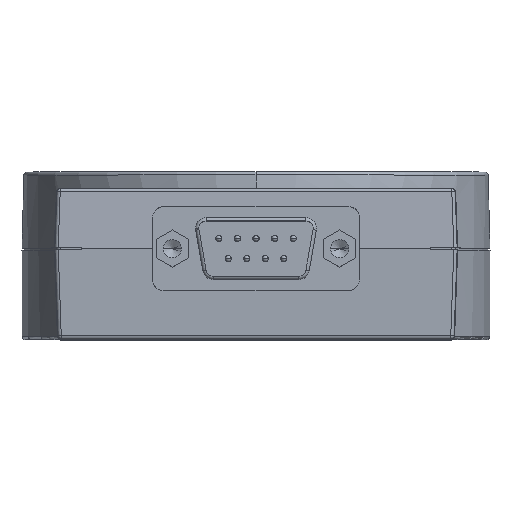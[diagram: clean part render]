
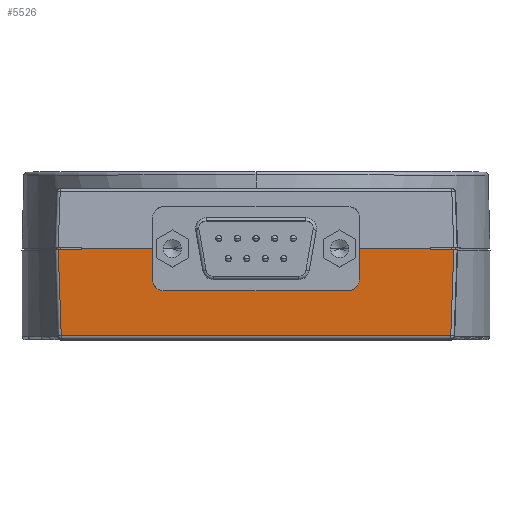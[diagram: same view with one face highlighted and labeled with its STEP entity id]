
A CAD part, top view. The second image highlights one B-rep face of the part: STEP entity #5526.
In plain terms, the highlighted planar face has unit normal (0, -0.035, 0.999).
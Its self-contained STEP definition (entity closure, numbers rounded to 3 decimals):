
#1872 = EDGE_CURVE ( 'NONE', #5563, #19496, #9726, .T. ) ;
#5338 = ORIENTED_EDGE ( 'NONE', *, *, #19483, .F. ) ;
#5343 = ORIENTED_EDGE ( 'NONE', *, *, #1872, .F. ) ;
#5348 = ORIENTED_EDGE ( 'NONE', *, *, #19584, .T. ) ;
#5515 = ORIENTED_EDGE ( 'NONE', *, *, #5516, .T. ) ;
#5516 = EDGE_CURVE ( 'NONE', #5528, #19585, #15983, .T. ) ;
#5522 = EDGE_CURVE ( 'NONE', #5524, #5528, #16014, .T. ) ;
#5524 = VERTEX_POINT ( 'NONE', #16027 ) ;
#5526 = ADVANCED_FACE ( 'NONE', ( #16065 ), #16026, .T. ) ;
#5528 = VERTEX_POINT ( 'NONE', #16064 ) ;
#5529 = ORIENTED_EDGE ( 'NONE', *, *, #5608, .T. ) ;
#5530 = ORIENTED_EDGE ( 'NONE', *, *, #19469, .T. ) ;
#5532 = ORIENTED_EDGE ( 'NONE', *, *, #19513, .F. ) ;
#5535 = ORIENTED_EDGE ( 'NONE', *, *, #5522, .T. ) ;
#5539 = EDGE_LOOP ( 'NONE', ( #5535, #5515, #5348, #5338, #5343, #5576, #5548, #5540, #5551, #5532, #5530, #5529, #5600, #5575 ) ) ;
#5540 = ORIENTED_EDGE ( 'NONE', *, *, #5550, .T. ) ;
#5541 = EDGE_CURVE ( 'NONE', #5565, #5543, #16039, .T. ) ;
#5543 = VERTEX_POINT ( 'NONE', #16093 ) ;
#5548 = ORIENTED_EDGE ( 'NONE', *, *, #5541, .T. ) ;
#5550 = EDGE_CURVE ( 'NONE', #5543, #19378, #16085, .T. ) ;
#5551 = ORIENTED_EDGE ( 'NONE', *, *, #19402, .F. ) ;
#5563 = VERTEX_POINT ( 'NONE', #16124 ) ;
#5565 = VERTEX_POINT ( 'NONE', #16123 ) ;
#5570 = EDGE_CURVE ( 'NONE', #5563, #5565, #16110, .T. ) ;
#5575 = ORIENTED_EDGE ( 'NONE', *, *, #5577, .T. ) ;
#5576 = ORIENTED_EDGE ( 'NONE', *, *, #5570, .T. ) ;
#5577 = EDGE_CURVE ( 'NONE', #5586, #5524, #16103, .T. ) ;
#5586 = VERTEX_POINT ( 'NONE', #16140 ) ;
#5595 = EDGE_CURVE ( 'NONE', #5612, #5586, #16166, .T. ) ;
#5600 = ORIENTED_EDGE ( 'NONE', *, *, #5595, .T. ) ;
#5608 = EDGE_CURVE ( 'NONE', #19466, #5612, #16184, .T. ) ;
#5612 = VERTEX_POINT ( 'NONE', #16232 ) ;
#9723 = DIRECTION ( 'NONE',  ( 1., 0., 0. ) ) ;
#9724 = VECTOR ( 'NONE', #9723, 1000. ) ;
#9725 = CARTESIAN_POINT ( 'NONE',  ( 30., -0.15, 50.995 ) ) ;
#9726 = LINE ( 'NONE', #9725, #9724 ) ;
#15980 = DIRECTION ( 'NONE',  ( 0., 0.999, 0.035 ) ) ;
#15981 = VECTOR ( 'NONE', #15980, 1000. ) ;
#15982 = CARTESIAN_POINT ( 'NONE',  ( -15.39, 0., 51. ) ) ;
#15983 = LINE ( 'NONE', #15982, #15981 ) ;
#16011 = CARTESIAN_POINT ( 'NONE',  ( -15.39, -5.602, 50.804 ) ) ;
#16012 = CARTESIAN_POINT ( 'NONE',  ( -14.727, -6.265, 50.781 ) ) ;
#16013 = CARTESIAN_POINT ( 'NONE',  ( -13.79, -6.265, 50.781 ) ) ;
#16014 =( BOUNDED_CURVE ( )  B_SPLINE_CURVE ( 3, ( #16013, #16012, #16011, #16066 ),
 .UNSPECIFIED., .F., .T. ) 
 B_SPLINE_CURVE_WITH_KNOTS ( ( 4, 4 ),
 ( 3.142, 4.712 ),
 .UNSPECIFIED. ) 
 CURVE ( )  GEOMETRIC_REPRESENTATION_ITEM ( )  RATIONAL_B_SPLINE_CURVE ( ( 1., 0.805, 0.805, 1. ) ) 
 REPRESENTATION_ITEM ( '' )  );
#16026 = PLANE ( 'NONE',  #16063 ) ;
#16027 = CARTESIAN_POINT ( 'NONE',  ( -13.79, -6.265, 50.781 ) ) ;
#16036 = DIRECTION ( 'NONE',  ( 1., 0., 0. ) ) ;
#16037 = VECTOR ( 'NONE', #16036, 1000. ) ;
#16038 = CARTESIAN_POINT ( 'NONE',  ( 29.529, -13.017, 50.545 ) ) ;
#16039 = LINE ( 'NONE', #16038, #16037 ) ;
#16060 = DIRECTION ( 'NONE',  ( 0., -0.999, -0.035 ) ) ;
#16061 = DIRECTION ( 'NONE',  ( 0., -0.035, 0.999 ) ) ;
#16062 = CARTESIAN_POINT ( 'NONE',  ( 30., 0., 51. ) ) ;
#16063 = AXIS2_PLACEMENT_3D ( 'NONE', #16062, #16061, #16060 ) ;
#16064 = CARTESIAN_POINT ( 'NONE',  ( -15.39, -4.665, 50.837 ) ) ;
#16065 = FACE_OUTER_BOUND ( 'NONE', #5539, .T. ) ;
#16066 = CARTESIAN_POINT ( 'NONE',  ( -15.39, -4.665, 50.837 ) ) ;
#16082 = DIRECTION ( 'NONE',  ( 0.035, 0.999, 0.035 ) ) ;
#16083 = VECTOR ( 'NONE', #16082, 1000. ) ;
#16084 = CARTESIAN_POINT ( 'NONE',  ( 29.501, 0.017, 51.001 ) ) ;
#16085 = LINE ( 'NONE', #16084, #16083 ) ;
#16093 = CARTESIAN_POINT ( 'NONE',  ( 29.046, -13.017, 50.545 ) ) ;
#16100 = DIRECTION ( 'NONE',  ( -1., 0., 0. ) ) ;
#16101 = VECTOR ( 'NONE', #16100, 1000. ) ;
#16102 = CARTESIAN_POINT ( 'NONE',  ( 30., -6.265, 50.781 ) ) ;
#16103 = LINE ( 'NONE', #16102, #16101 ) ;
#16107 = DIRECTION ( 'NONE',  ( 0.035, -0.999, -0.035 ) ) ;
#16108 = VECTOR ( 'NONE', #16107, 1000. ) ;
#16109 = CARTESIAN_POINT ( 'NONE',  ( -29.428, -2.073, 50.928 ) ) ;
#16110 = LINE ( 'NONE', #16109, #16108 ) ;
#16123 = CARTESIAN_POINT ( 'NONE',  ( -29.046, -13.017, 50.545 ) ) ;
#16124 = CARTESIAN_POINT ( 'NONE',  ( -29.495, -0.15, 50.995 ) ) ;
#16140 = CARTESIAN_POINT ( 'NONE',  ( 13.79, -6.265, 50.781 ) ) ;
#16160 = CARTESIAN_POINT ( 'NONE',  ( 13.79, -6.265, 50.781 ) ) ;
#16161 = CARTESIAN_POINT ( 'NONE',  ( 14.727, -6.265, 50.781 ) ) ;
#16162 = CARTESIAN_POINT ( 'NONE',  ( 15.39, -5.602, 50.804 ) ) ;
#16163 = CARTESIAN_POINT ( 'NONE',  ( 15.39, -4.665, 50.837 ) ) ;
#16166 =( BOUNDED_CURVE ( )  B_SPLINE_CURVE ( 3, ( #16163, #16162, #16161, #16160 ),
 .UNSPECIFIED., .F., .T. ) 
 B_SPLINE_CURVE_WITH_KNOTS ( ( 4, 4 ),
 ( 1.571, 3.142 ),
 .UNSPECIFIED. ) 
 CURVE ( )  GEOMETRIC_REPRESENTATION_ITEM ( )  RATIONAL_B_SPLINE_CURVE ( ( 1., 0.805, 0.805, 1. ) ) 
 REPRESENTATION_ITEM ( '' )  );
#16183 = CARTESIAN_POINT ( 'NONE',  ( 15.39, 0., 51. ) ) ;
#16184 = LINE ( 'NONE', #16183, #16238 ) ;
#16232 = CARTESIAN_POINT ( 'NONE',  ( 15.39, -4.665, 50.837 ) ) ;
#16237 = DIRECTION ( 'NONE',  ( 0., -0.999, -0.035 ) ) ;
#16238 = VECTOR ( 'NONE', #16237, 1000. ) ;
#18747 = CARTESIAN_POINT ( 'NONE',  ( 29.495, -0.15, 50.995 ) ) ;
#18809 = DIRECTION ( 'NONE',  ( 1., 0., 0. ) ) ;
#18810 = VECTOR ( 'NONE', #18809, 1000. ) ;
#18811 = CARTESIAN_POINT ( 'NONE',  ( 30., -0.15, 50.995 ) ) ;
#18812 = LINE ( 'NONE', #18811, #18810 ) ;
#18875 = DIRECTION ( 'NONE',  ( -1., 0., 0. ) ) ;
#18876 = VECTOR ( 'NONE', #18875, 1000. ) ;
#18877 = CARTESIAN_POINT ( 'NONE',  ( -30., 0., 51. ) ) ;
#18878 = LINE ( 'NONE', #18877, #18876 ) ;
#18880 = CARTESIAN_POINT ( 'NONE',  ( 15.39, 0., 51. ) ) ;
#18885 = CARTESIAN_POINT ( 'NONE',  ( 26., 0., 51. ) ) ;
#18904 = LINE ( 'NONE', #18952, #18951 ) ;
#18933 = CARTESIAN_POINT ( 'NONE',  ( -26., -0.15, 50.995 ) ) ;
#18950 = DIRECTION ( 'NONE',  ( 0., 0.999, 0.035 ) ) ;
#18951 = VECTOR ( 'NONE', #18950, 1000. ) ;
#18952 = CARTESIAN_POINT ( 'NONE',  ( -26., 8.858, 51.309 ) ) ;
#18960 = DIRECTION ( 'NONE',  ( 0., -0.999, -0.035 ) ) ;
#18961 = VECTOR ( 'NONE', #18960, 1000. ) ;
#18962 = CARTESIAN_POINT ( 'NONE',  ( 26., 8.858, 51.309 ) ) ;
#18963 = LINE ( 'NONE', #18962, #18961 ) ;
#18965 = CARTESIAN_POINT ( 'NONE',  ( 26., -0.15, 50.995 ) ) ;
#19101 = CARTESIAN_POINT ( 'NONE',  ( -26., 0., 51. ) ) ;
#19108 = CARTESIAN_POINT ( 'NONE',  ( -15.39, 0., 51. ) ) ;
#19109 = DIRECTION ( 'NONE',  ( -1., 0., 0. ) ) ;
#19110 = VECTOR ( 'NONE', #19109, 1000. ) ;
#19111 = CARTESIAN_POINT ( 'NONE',  ( -30., 0., 51. ) ) ;
#19112 = LINE ( 'NONE', #19111, #19110 ) ;
#19378 = VERTEX_POINT ( 'NONE', #18747 ) ;
#19402 = EDGE_CURVE ( 'NONE', #19512, #19378, #18812, .T. ) ;
#19462 = VERTEX_POINT ( 'NONE', #18885 ) ;
#19466 = VERTEX_POINT ( 'NONE', #18880 ) ;
#19469 = EDGE_CURVE ( 'NONE', #19462, #19466, #18878, .T. ) ;
#19483 = EDGE_CURVE ( 'NONE', #19496, #19589, #18904, .T. ) ;
#19496 = VERTEX_POINT ( 'NONE', #18933 ) ;
#19512 = VERTEX_POINT ( 'NONE', #18965 ) ;
#19513 = EDGE_CURVE ( 'NONE', #19462, #19512, #18963, .T. ) ;
#19584 = EDGE_CURVE ( 'NONE', #19585, #19589, #19112, .T. ) ;
#19585 = VERTEX_POINT ( 'NONE', #19108 ) ;
#19589 = VERTEX_POINT ( 'NONE', #19101 ) ;
